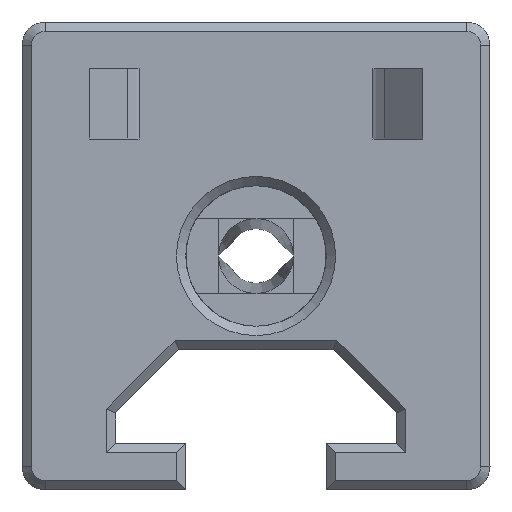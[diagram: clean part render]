
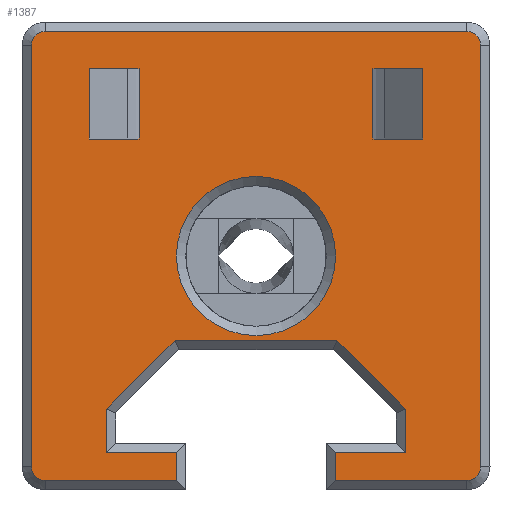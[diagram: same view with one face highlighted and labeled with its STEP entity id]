
A CAD part, front view. The second image highlights one B-rep face of the part: STEP entity #1387.
In plain terms, the highlighted planar face has unit normal (0, -1, 0).
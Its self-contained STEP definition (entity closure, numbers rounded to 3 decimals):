
#15=FACE_BOUND('',#153,.T.);
#16=FACE_BOUND('',#154,.T.);
#17=FACE_BOUND('',#155,.T.);
#71=FACE_OUTER_BOUND('',#152,.T.);
#152=EDGE_LOOP('',(#980,#981,#982,#983,#984,#985,#986,#987,#988,#989,#990,
#991,#992,#993,#994,#995,#996,#997));
#153=EDGE_LOOP('',(#998,#999,#1000,#1001));
#154=EDGE_LOOP('',(#1002,#1003,#1004,#1005));
#155=EDGE_LOOP('',(#1006));
#247=LINE('',#2137,#398);
#248=LINE('',#2141,#399);
#249=LINE('',#2145,#400);
#250=LINE('',#2149,#401);
#251=LINE('',#2153,#402);
#252=LINE('',#2155,#403);
#253=LINE('',#2157,#404);
#254=LINE('',#2159,#405);
#255=LINE('',#2161,#406);
#256=LINE('',#2163,#407);
#257=LINE('',#2165,#408);
#258=LINE('',#2167,#409);
#259=LINE('',#2169,#410);
#260=LINE('',#2170,#411);
#261=LINE('',#2173,#412);
#262=LINE('',#2175,#413);
#263=LINE('',#2177,#414);
#264=LINE('',#2178,#415);
#265=LINE('',#2181,#416);
#266=LINE('',#2183,#417);
#267=LINE('',#2185,#418);
#268=LINE('',#2186,#419);
#398=VECTOR('',#1712,10.);
#399=VECTOR('',#1715,10.);
#400=VECTOR('',#1718,10.);
#401=VECTOR('',#1721,10.);
#402=VECTOR('',#1724,10.);
#403=VECTOR('',#1725,10.);
#404=VECTOR('',#1726,10.);
#405=VECTOR('',#1727,10.);
#406=VECTOR('',#1728,10.);
#407=VECTOR('',#1729,10.);
#408=VECTOR('',#1730,10.);
#409=VECTOR('',#1731,10.);
#410=VECTOR('',#1732,10.);
#411=VECTOR('',#1733,10.);
#412=VECTOR('',#1734,10.);
#413=VECTOR('',#1735,10.);
#414=VECTOR('',#1736,10.);
#415=VECTOR('',#1737,10.);
#416=VECTOR('',#1738,10.);
#417=VECTOR('',#1739,10.);
#418=VECTOR('',#1740,10.);
#419=VECTOR('',#1741,10.);
#535=CIRCLE('',#1502,3.4);
#538=CIRCLE('',#1506,0.6);
#539=CIRCLE('',#1507,0.6);
#540=CIRCLE('',#1508,0.6);
#541=CIRCLE('',#1509,0.6);
#598=VERTEX_POINT('',#2127);
#601=VERTEX_POINT('',#2135);
#602=VERTEX_POINT('',#2136);
#603=VERTEX_POINT('',#2138);
#604=VERTEX_POINT('',#2140);
#605=VERTEX_POINT('',#2142);
#606=VERTEX_POINT('',#2144);
#607=VERTEX_POINT('',#2146);
#608=VERTEX_POINT('',#2148);
#609=VERTEX_POINT('',#2150);
#610=VERTEX_POINT('',#2152);
#611=VERTEX_POINT('',#2154);
#612=VERTEX_POINT('',#2156);
#613=VERTEX_POINT('',#2158);
#614=VERTEX_POINT('',#2160);
#615=VERTEX_POINT('',#2162);
#616=VERTEX_POINT('',#2164);
#617=VERTEX_POINT('',#2166);
#618=VERTEX_POINT('',#2168);
#619=VERTEX_POINT('',#2171);
#620=VERTEX_POINT('',#2172);
#621=VERTEX_POINT('',#2174);
#622=VERTEX_POINT('',#2176);
#623=VERTEX_POINT('',#2179);
#624=VERTEX_POINT('',#2180);
#625=VERTEX_POINT('',#2182);
#626=VERTEX_POINT('',#2184);
#742=EDGE_CURVE('',#598,#598,#535,.T.);
#746=EDGE_CURVE('',#601,#602,#247,.T.);
#747=EDGE_CURVE('',#603,#601,#538,.T.);
#748=EDGE_CURVE('',#604,#603,#248,.T.);
#749=EDGE_CURVE('',#605,#604,#539,.T.);
#750=EDGE_CURVE('',#606,#605,#249,.T.);
#751=EDGE_CURVE('',#607,#606,#540,.T.);
#752=EDGE_CURVE('',#608,#607,#250,.T.);
#753=EDGE_CURVE('',#609,#608,#541,.T.);
#754=EDGE_CURVE('',#610,#609,#251,.T.);
#755=EDGE_CURVE('',#611,#610,#252,.T.);
#756=EDGE_CURVE('',#612,#611,#253,.T.);
#757=EDGE_CURVE('',#613,#612,#254,.T.);
#758=EDGE_CURVE('',#614,#613,#255,.T.);
#759=EDGE_CURVE('',#615,#614,#256,.T.);
#760=EDGE_CURVE('',#616,#615,#257,.T.);
#761=EDGE_CURVE('',#617,#616,#258,.T.);
#762=EDGE_CURVE('',#618,#617,#259,.T.);
#763=EDGE_CURVE('',#602,#618,#260,.T.);
#764=EDGE_CURVE('',#619,#620,#261,.T.);
#765=EDGE_CURVE('',#620,#621,#262,.T.);
#766=EDGE_CURVE('',#621,#622,#263,.T.);
#767=EDGE_CURVE('',#622,#619,#264,.T.);
#768=EDGE_CURVE('',#623,#624,#265,.T.);
#769=EDGE_CURVE('',#624,#625,#266,.T.);
#770=EDGE_CURVE('',#625,#626,#267,.T.);
#771=EDGE_CURVE('',#626,#623,#268,.T.);
#980=ORIENTED_EDGE('',*,*,#746,.F.);
#981=ORIENTED_EDGE('',*,*,#747,.F.);
#982=ORIENTED_EDGE('',*,*,#748,.F.);
#983=ORIENTED_EDGE('',*,*,#749,.F.);
#984=ORIENTED_EDGE('',*,*,#750,.F.);
#985=ORIENTED_EDGE('',*,*,#751,.F.);
#986=ORIENTED_EDGE('',*,*,#752,.F.);
#987=ORIENTED_EDGE('',*,*,#753,.F.);
#988=ORIENTED_EDGE('',*,*,#754,.F.);
#989=ORIENTED_EDGE('',*,*,#755,.F.);
#990=ORIENTED_EDGE('',*,*,#756,.F.);
#991=ORIENTED_EDGE('',*,*,#757,.F.);
#992=ORIENTED_EDGE('',*,*,#758,.F.);
#993=ORIENTED_EDGE('',*,*,#759,.F.);
#994=ORIENTED_EDGE('',*,*,#760,.F.);
#995=ORIENTED_EDGE('',*,*,#761,.F.);
#996=ORIENTED_EDGE('',*,*,#762,.F.);
#997=ORIENTED_EDGE('',*,*,#763,.F.);
#998=ORIENTED_EDGE('',*,*,#764,.T.);
#999=ORIENTED_EDGE('',*,*,#765,.T.);
#1000=ORIENTED_EDGE('',*,*,#766,.T.);
#1001=ORIENTED_EDGE('',*,*,#767,.T.);
#1002=ORIENTED_EDGE('',*,*,#768,.T.);
#1003=ORIENTED_EDGE('',*,*,#769,.T.);
#1004=ORIENTED_EDGE('',*,*,#770,.T.);
#1005=ORIENTED_EDGE('',*,*,#771,.T.);
#1006=ORIENTED_EDGE('',*,*,#742,.F.);
#1323=PLANE('',#1505);
#1387=ADVANCED_FACE('',(#71,#15,#16,#17),#1323,.T.);
#1502=AXIS2_PLACEMENT_3D('',#2128,#1703,#1704);
#1505=AXIS2_PLACEMENT_3D('',#2134,#1710,#1711);
#1506=AXIS2_PLACEMENT_3D('',#2139,#1713,#1714);
#1507=AXIS2_PLACEMENT_3D('',#2143,#1716,#1717);
#1508=AXIS2_PLACEMENT_3D('',#2147,#1719,#1720);
#1509=AXIS2_PLACEMENT_3D('',#2151,#1722,#1723);
#1703=DIRECTION('center_axis',(0.,-1.,0.));
#1704=DIRECTION('ref_axis',(0.,0.,1.));
#1710=DIRECTION('center_axis',(0.,-1.,0.));
#1711=DIRECTION('ref_axis',(1.,0.,0.));
#1712=DIRECTION('',(-1.,0.,0.));
#1713=DIRECTION('center_axis',(0.,1.,0.));
#1714=DIRECTION('ref_axis',(0.,0.,
-1.));
#1715=DIRECTION('',(0.,0.,-1.));
#1716=DIRECTION('center_axis',(0.,1.,0.));
#1717=DIRECTION('ref_axis',(1.,0.,0.));
#1718=DIRECTION('',(1.,0.,0.));
#1719=DIRECTION('center_axis',(0.,1.,0.));
#1720=DIRECTION('ref_axis',(0.,0.,
1.));
#1721=DIRECTION('',(0.,0.,1.));
#1722=DIRECTION('center_axis',(0.,1.,0.));
#1723=DIRECTION('ref_axis',(-1.,0.,0.));
#1724=DIRECTION('',(-1.,0.,0.));
#1725=DIRECTION('',(0.,0.,-1.));
#1726=DIRECTION('',(1.,0.,0.));
#1727=DIRECTION('',(0.,0.,-1.));
#1728=DIRECTION('',(-0.707,0.,-0.707));
#1729=DIRECTION('',(-1.,0.,0.));
#1730=DIRECTION('',(-0.707,0.,0.707));
#1731=DIRECTION('',(0.,0.,1.));
#1732=DIRECTION('',(1.,0.,0.));
#1733=DIRECTION('',(0.,0.,1.));
#1734=DIRECTION('',(0.,0.,1.));
#1735=DIRECTION('',(1.,0.,0.));
#1736=DIRECTION('',(0.,0.,-1.));
#1737=DIRECTION('',(-1.,0.,0.));
#1738=DIRECTION('',(1.,0.,0.));
#1739=DIRECTION('',(0.,0.,-1.));
#1740=DIRECTION('',(-1.,0.,0.));
#1741=DIRECTION('',(0.,0.,1.));
#2127=CARTESIAN_POINT('',(10.575,-220.1,-3.4));
#2128=CARTESIAN_POINT('Origin',(10.575,-220.1,0.));
#2134=CARTESIAN_POINT('Origin',(10.575,-220.1,0.));
#2135=CARTESIAN_POINT('',(19.575,-220.1,-9.6));
#2136=CARTESIAN_POINT('',(13.975,-220.1,-9.6));
#2137=CARTESIAN_POINT('',(6.075,-220.1,-9.6));
#2138=CARTESIAN_POINT('',(20.175,-220.1,-9.));
#2139=CARTESIAN_POINT('Origin',(19.575,-220.1,-9.));
#2140=CARTESIAN_POINT('',(20.175,-220.1,9.));
#2141=CARTESIAN_POINT('',(20.175,-220.1,-4.5));
#2142=CARTESIAN_POINT('',(19.575,-220.1,9.6));
#2143=CARTESIAN_POINT('Origin',(19.575,-220.1,9.));
#2144=CARTESIAN_POINT('',(1.575,-220.1,9.6));
#2145=CARTESIAN_POINT('',(9.075,-220.1,9.6));
#2146=CARTESIAN_POINT('',(0.975,-220.1,9.));
#2147=CARTESIAN_POINT('Origin',(1.575,-220.1,9.));
#2148=CARTESIAN_POINT('',(0.975,-220.1,-9.));
#2149=CARTESIAN_POINT('',(0.975,-220.1,4.5));
#2150=CARTESIAN_POINT('',(1.575,-220.1,-9.6));
#2151=CARTESIAN_POINT('Origin',(1.575,-220.1,-9.));
#2152=CARTESIAN_POINT('',(7.175,-220.1,-9.6));
#2153=CARTESIAN_POINT('',(6.075,-220.1,-9.6));
#2154=CARTESIAN_POINT('',(7.175,-220.1,-8.4));
#2155=CARTESIAN_POINT('',(7.175,-220.1,-5.));
#2156=CARTESIAN_POINT('',(4.175,-220.1,-8.4));
#2157=CARTESIAN_POINT('',(9.075,-220.1,-8.4));
#2158=CARTESIAN_POINT('',(4.175,-220.1,-6.541));
#2159=CARTESIAN_POINT('',(4.175,-220.1,-4.));
#2160=CARTESIAN_POINT('',(7.116,-220.1,-3.6));
#2161=CARTESIAN_POINT('',(7.469,-220.1,-3.247));
#2162=CARTESIAN_POINT('',(14.034,-220.1,-3.6));
#2163=CARTESIAN_POINT('',(8.929,-220.1,-3.6));
#2164=CARTESIAN_POINT('',(16.975,-220.1,-6.541));
#2165=CARTESIAN_POINT('',(12.328,-220.1,-1.894));
#2166=CARTESIAN_POINT('',(16.975,-220.1,-8.4));
#2167=CARTESIAN_POINT('',(16.975,-220.1,-3.354));
#2168=CARTESIAN_POINT('',(13.975,-220.1,-8.4));
#2169=CARTESIAN_POINT('',(13.575,-220.1,-8.4));
#2170=CARTESIAN_POINT('',(13.975,-220.1,-4.));
#2171=CARTESIAN_POINT('',(3.454,-220.1,5.));
#2172=CARTESIAN_POINT('',(3.454,-220.1,8.));
#2173=CARTESIAN_POINT('',(3.454,-220.1,4.));
#2174=CARTESIAN_POINT('',(5.575,-220.1,8.));
#2175=CARTESIAN_POINT('',(14.843,-220.1,8.));
#2176=CARTESIAN_POINT('',(5.575,-220.1,5.));
#2177=CARTESIAN_POINT('',(5.575,-220.1,2.5));
#2178=CARTESIAN_POINT('',(15.373,-220.1,5.));
#2179=CARTESIAN_POINT('',(15.575,-220.1,8.));
#2180=CARTESIAN_POINT('',(17.696,-220.1,8.));
#2181=CARTESIAN_POINT('',(14.843,-220.1,8.));
#2182=CARTESIAN_POINT('',(17.696,-220.1,5.));
#2183=CARTESIAN_POINT('',(17.696,-220.1,4.));
#2184=CARTESIAN_POINT('',(15.575,-220.1,5.));
#2185=CARTESIAN_POINT('',(15.373,-220.1,5.));
#2186=CARTESIAN_POINT('',(15.575,-220.1,2.5));
